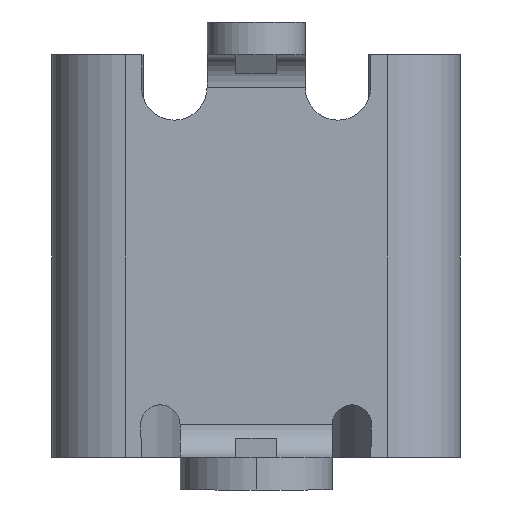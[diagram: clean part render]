
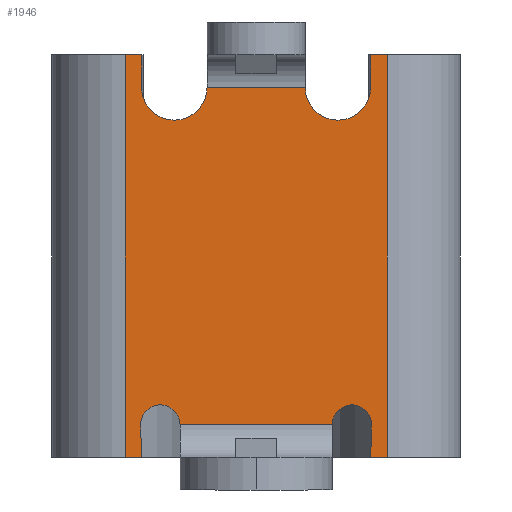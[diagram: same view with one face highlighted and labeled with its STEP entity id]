
A CAD part, front view. The second image highlights one B-rep face of the part: STEP entity #1946.
In plain terms, the highlighted planar face has unit normal (0, -1, 0).
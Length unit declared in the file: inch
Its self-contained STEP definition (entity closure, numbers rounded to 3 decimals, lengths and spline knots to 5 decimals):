
#30 = DIRECTION ( 'NONE',  ( 0., 0., -1. ) ) ;
#31 = DIRECTION ( 'NONE',  ( 0., 1., 0. ) ) ;
#32 = CARTESIAN_POINT ( 'NONE',  ( -0.05, 0., 0.194 ) ) ;
#33 = AXIS2_PLACEMENT_3D ( 'NONE', #32, #31, #30 ) ;
#34 = CIRCLE ( 'NONE', #33, 0.02 ) ;
#346 = CARTESIAN_POINT ( 'NONE',  ( -0.05, 0., 0.174 ) ) ;
#368 = CARTESIAN_POINT ( 'NONE',  ( -0.03, 0., 0.194 ) ) ;
#1557 = LINE ( 'NONE', #1619, #1618 ) ;
#1567 = AXIS2_PLACEMENT_3D ( 'NONE', #1640, #1639, #1638 ) ;
#1616 = CARTESIAN_POINT ( 'NONE',  ( 0.0465, 0., -0.012 ) ) ;
#1617 = DIRECTION ( 'NONE',  ( -0.021, 0., -1. ) ) ;
#1618 = VECTOR ( 'NONE', #1617, 39.37008 ) ;
#1619 = CARTESIAN_POINT ( 'NONE',  ( 0.07524, 0., 0.2107 ) ) ;
#1627 = DIRECTION ( 'NONE',  ( -1., 0., 0. ) ) ;
#1628 = VECTOR ( 'NONE', #1627, 39.37008 ) ;
#1629 = CARTESIAN_POINT ( 'NONE',  ( -0.08, 0., 0.214 ) ) ;
#1630 = LINE ( 'NONE', #1629, #1628 ) ;
#1638 = DIRECTION ( 'NONE',  ( 0., 0., -1. ) ) ;
#1639 = DIRECTION ( 'NONE',  ( 0., 1., 0. ) ) ;
#1640 = CARTESIAN_POINT ( 'NONE',  ( -0.0585, 0., -0.012 ) ) ;
#1641 = CIRCLE ( 'NONE', #1567, 0.012 ) ;
#1642 = CARTESIAN_POINT ( 'NONE',  ( 0.0705, 0., -0.01226 ) ) ;
#1912 = VERTEX_POINT ( 'NONE', #3462 ) ;
#1921 = EDGE_CURVE ( 'NONE', #1928, #1912, #3545, .T. ) ;
#1928 = VERTEX_POINT ( 'NONE', #3449 ) ;
#1942 = ORIENTED_EDGE ( 'NONE', *, *, #1961, .T. ) ;
#1946 = ADVANCED_FACE ( 'NONE', ( #3458 ), #3457, .T. ) ;
#1956 = VERTEX_POINT ( 'NONE', #3429 ) ;
#1959 = ORIENTED_EDGE ( 'NONE', *, *, #2015, .T. ) ;
#1961 = EDGE_CURVE ( 'NONE', #1956, #2469, #3273, .T. ) ;
#1967 = ORIENTED_EDGE ( 'NONE', *, *, #1921, .T. ) ;
#1981 = ORIENTED_EDGE ( 'NONE', *, *, #1982, .T. ) ;
#1982 = EDGE_CURVE ( 'NONE', #2068, #1928, #3558, .T. ) ;
#1988 = VERTEX_POINT ( 'NONE', #3592 ) ;
#2008 = ORIENTED_EDGE ( 'NONE', *, *, #2009, .T. ) ;
#2009 = EDGE_CURVE ( 'NONE', #2171, #2010, #3619, .T. ) ;
#2010 = VERTEX_POINT ( 'NONE', #3609 ) ;
#2012 = ORIENTED_EDGE ( 'NONE', *, *, #2252, .T. ) ;
#2014 = ORIENTED_EDGE ( 'NONE', *, *, #2211, .T. ) ;
#2015 = EDGE_CURVE ( 'NONE', #1912, #1956, #3648, .T. ) ;
#2017 = EDGE_LOOP ( 'NONE', ( #2065, #1981, #1967, #1959, #1942, #2093, #2209, #2014, #2170, #2232, #2296, #2008, #2012, #2256, #2238, #2240, #2237, #2165 ) ) ;
#2054 = VERTEX_POINT ( 'NONE', #3815 ) ;
#2065 = ORIENTED_EDGE ( 'NONE', *, *, #2066, .T. ) ;
#2066 = EDGE_CURVE ( 'NONE', #2067, #2068, #3827, .T. ) ;
#2067 = VERTEX_POINT ( 'NONE', #3828 ) ;
#2068 = VERTEX_POINT ( 'NONE', #3696 ) ;
#2090 = EDGE_CURVE ( 'NONE', #2476, #2091, #3782, .T. ) ;
#2091 = VERTEX_POINT ( 'NONE', #3802 ) ;
#2093 = ORIENTED_EDGE ( 'NONE', *, *, #2365, .T. ) ;
#2111 = EDGE_CURVE ( 'NONE', #2054, #1988, #3691, .T. ) ;
#2164 = EDGE_CURVE ( 'NONE', #2197, #2199, #3986, .T. ) ;
#2165 = ORIENTED_EDGE ( 'NONE', *, *, #2166, .F. ) ;
#2166 = EDGE_CURVE ( 'NONE', #2067, #2199, #3944, .T. ) ;
#2169 = VERTEX_POINT ( 'NONE', #3973 ) ;
#2170 = ORIENTED_EDGE ( 'NONE', *, *, #2297, .T. ) ;
#2171 = VERTEX_POINT ( 'NONE', #3945 ) ;
#2177 = EDGE_CURVE ( 'NONE', #2242, #2249, #3987, .T. ) ;
#2189 = EDGE_CURVE ( 'NONE', #2169, #2242, #3974, .T. ) ;
#2196 = EDGE_CURVE ( 'NONE', #1988, #2171, #3931, .T. ) ;
#2197 = VERTEX_POINT ( 'NONE', #3982 ) ;
#2199 = VERTEX_POINT ( 'NONE', #3981 ) ;
#2209 = ORIENTED_EDGE ( 'NONE', *, *, #2090, .T. ) ;
#2210 = VERTEX_POINT ( 'NONE', #3922 ) ;
#2211 = EDGE_CURVE ( 'NONE', #2091, #2210, #3921, .T. ) ;
#2232 = ORIENTED_EDGE ( 'NONE', *, *, #2111, .T. ) ;
#2237 = ORIENTED_EDGE ( 'NONE', *, *, #2164, .T. ) ;
#2238 = ORIENTED_EDGE ( 'NONE', *, *, #2177, .T. ) ;
#2240 = ORIENTED_EDGE ( 'NONE', *, *, #2241, .T. ) ;
#2241 = EDGE_CURVE ( 'NONE', #2249, #2197, #1557, .T. ) ;
#2242 = VERTEX_POINT ( 'NONE', #1616 ) ;
#2249 = VERTEX_POINT ( 'NONE', #1642 ) ;
#2252 = EDGE_CURVE ( 'NONE', #2010, #2169, #1641, .T. ) ;
#2256 = ORIENTED_EDGE ( 'NONE', *, *, #2189, .T. ) ;
#2296 = ORIENTED_EDGE ( 'NONE', *, *, #2196, .T. ) ;
#2297 = EDGE_CURVE ( 'NONE', #2210, #2054, #1630, .T. ) ;
#2365 = EDGE_CURVE ( 'NONE', #2469, #2476, #34, .T. ) ;
#2469 = VERTEX_POINT ( 'NONE', #368 ) ;
#2476 = VERTEX_POINT ( 'NONE', #346 ) ;
#3272 = CARTESIAN_POINT ( 'NONE',  ( -0.08, 0., 0.194 ) ) ;
#3273 = LINE ( 'NONE', #3272, #3377 ) ;
#3376 = DIRECTION ( 'NONE',  ( -1., 0., 0. ) ) ;
#3377 = VECTOR ( 'NONE', #3376, 39.37008 ) ;
#3429 = CARTESIAN_POINT ( 'NONE',  ( 0.03, 0., 0.194 ) ) ;
#3449 = CARTESIAN_POINT ( 'NONE',  ( 0.07, 0., 0.194 ) ) ;
#3457 = PLANE ( 'NONE',  #3544 ) ;
#3458 = FACE_OUTER_BOUND ( 'NONE', #2017, .T. ) ;
#3462 = CARTESIAN_POINT ( 'NONE',  ( 0.05, 0., 0.174 ) ) ;
#3537 = DIRECTION ( 'NONE',  ( 0., 0., -1. ) ) ;
#3538 = DIRECTION ( 'NONE',  ( 0., 1., 0. ) ) ;
#3539 = CARTESIAN_POINT ( 'NONE',  ( 0.05, 0., 0.194 ) ) ;
#3540 = AXIS2_PLACEMENT_3D ( 'NONE', #3539, #3538, #3537 ) ;
#3541 = DIRECTION ( 'NONE',  ( 0., 0., -1. ) ) ;
#3542 = DIRECTION ( 'NONE',  ( 0., -1., 0. ) ) ;
#3543 = CARTESIAN_POINT ( 'NONE',  ( -0.08, 0., 0.214 ) ) ;
#3544 = AXIS2_PLACEMENT_3D ( 'NONE', #3543, #3542, #3541 ) ;
#3545 = CIRCLE ( 'NONE', #3540, 0.02 ) ;
#3556 = DIRECTION ( 'NONE',  ( 0., 0., -1. ) ) ;
#3557 = CARTESIAN_POINT ( 'NONE',  ( 0.07, 0., 0.214 ) ) ;
#3558 = LINE ( 'NONE', #3557, #3561 ) ;
#3561 = VECTOR ( 'NONE', #3556, 39.37008 ) ;
#3592 = CARTESIAN_POINT ( 'NONE',  ( -0.08, 0., -0.032 ) ) ;
#3609 = CARTESIAN_POINT ( 'NONE',  ( -0.0705, 0., -0.01226 ) ) ;
#3610 = DIRECTION ( 'NONE',  ( -0.021, 0., 1. ) ) ;
#3611 = VECTOR ( 'NONE', #3610, 39.37008 ) ;
#3612 = CARTESIAN_POINT ( 'NONE',  ( -0.07531, 0., 0.2141 ) ) ;
#3619 = LINE ( 'NONE', #3612, #3611 ) ;
#3644 = DIRECTION ( 'NONE',  ( 0., 0., -1. ) ) ;
#3645 = DIRECTION ( 'NONE',  ( 0., 1., 0. ) ) ;
#3646 = CARTESIAN_POINT ( 'NONE',  ( 0.05, 0., 0.194 ) ) ;
#3647 = AXIS2_PLACEMENT_3D ( 'NONE', #3646, #3645, #3644 ) ;
#3648 = CIRCLE ( 'NONE', #3647, 0.02 ) ;
#3686 = CARTESIAN_POINT ( 'NONE',  ( -0.08, 0., 0.214 ) ) ;
#3691 = LINE ( 'NONE', #3686, #3721 ) ;
#3696 = CARTESIAN_POINT ( 'NONE',  ( 0.07, 0., 0.214 ) ) ;
#3697 = DIRECTION ( 'NONE',  ( -1., 0., 0. ) ) ;
#3698 = VECTOR ( 'NONE', #3697, 39.37008 ) ;
#3720 = DIRECTION ( 'NONE',  ( 0., 0., -1. ) ) ;
#3721 = VECTOR ( 'NONE', #3720, 39.37008 ) ;
#3782 = CIRCLE ( 'NONE', #3805, 0.02 ) ;
#3796 = CARTESIAN_POINT ( 'NONE',  ( -0.05, 0., 0.194 ) ) ;
#3802 = CARTESIAN_POINT ( 'NONE',  ( -0.07, 0., 0.194 ) ) ;
#3803 = DIRECTION ( 'NONE',  ( 0., 0., -1. ) ) ;
#3804 = DIRECTION ( 'NONE',  ( 0., 1., 0. ) ) ;
#3805 = AXIS2_PLACEMENT_3D ( 'NONE', #3796, #3804, #3803 ) ;
#3815 = CARTESIAN_POINT ( 'NONE',  ( -0.08, 0., 0.214 ) ) ;
#3826 = CARTESIAN_POINT ( 'NONE',  ( -0.08, 0., 0.214 ) ) ;
#3827 = LINE ( 'NONE', #3826, #3698 ) ;
#3828 = CARTESIAN_POINT ( 'NONE',  ( 0.08, 0., 0.214 ) ) ;
#3917 = DIRECTION ( 'NONE',  ( 1., 0., 0. ) ) ;
#3918 = DIRECTION ( 'NONE',  ( 0., 0., 1. ) ) ;
#3919 = VECTOR ( 'NONE', #3918, 39.37008 ) ;
#3920 = CARTESIAN_POINT ( 'NONE',  ( -0.07, 0., 0.214 ) ) ;
#3921 = LINE ( 'NONE', #3920, #3919 ) ;
#3922 = CARTESIAN_POINT ( 'NONE',  ( -0.07, 0., 0.214 ) ) ;
#3928 = VECTOR ( 'NONE', #3946, 39.37008 ) ;
#3929 = DIRECTION ( 'NONE',  ( 1., 0., 0. ) ) ;
#3930 = CARTESIAN_POINT ( 'NONE',  ( -0.08, 0., -0.032 ) ) ;
#3931 = LINE ( 'NONE', #3930, #3983 ) ;
#3944 = LINE ( 'NONE', #3996, #3928 ) ;
#3945 = CARTESIAN_POINT ( 'NONE',  ( -0.07008, 0., -0.032 ) ) ;
#3946 = DIRECTION ( 'NONE',  ( 0., 0., -1. ) ) ;
#3973 = CARTESIAN_POINT ( 'NONE',  ( -0.0465, 0., -0.012 ) ) ;
#3974 = LINE ( 'NONE', #4002, #4001 ) ;
#3975 = DIRECTION ( 'NONE',  ( 0., 0., -1. ) ) ;
#3976 = DIRECTION ( 'NONE',  ( 0., 1., 0. ) ) ;
#3977 = CARTESIAN_POINT ( 'NONE',  ( 0.0585, 0., -0.012 ) ) ;
#3978 = AXIS2_PLACEMENT_3D ( 'NONE', #3977, #3976, #3975 ) ;
#3981 = CARTESIAN_POINT ( 'NONE',  ( 0.08, 0., -0.032 ) ) ;
#3982 = CARTESIAN_POINT ( 'NONE',  ( 0.07008, 0., -0.032 ) ) ;
#3983 = VECTOR ( 'NONE', #3929, 39.37008 ) ;
#3986 = LINE ( 'NONE', #3994, #3995 ) ;
#3987 = CIRCLE ( 'NONE', #3978, 0.012 ) ;
#3994 = CARTESIAN_POINT ( 'NONE',  ( -0.08, 0., -0.032 ) ) ;
#3995 = VECTOR ( 'NONE', #3917, 39.37008 ) ;
#3996 = CARTESIAN_POINT ( 'NONE',  ( 0.08, 0., 0.214 ) ) ;
#4000 = DIRECTION ( 'NONE',  ( 1., 0., 0. ) ) ;
#4001 = VECTOR ( 'NONE', #4000, 39.37008 ) ;
#4002 = CARTESIAN_POINT ( 'NONE',  ( -0.08, 0., -0.012 ) ) ;
